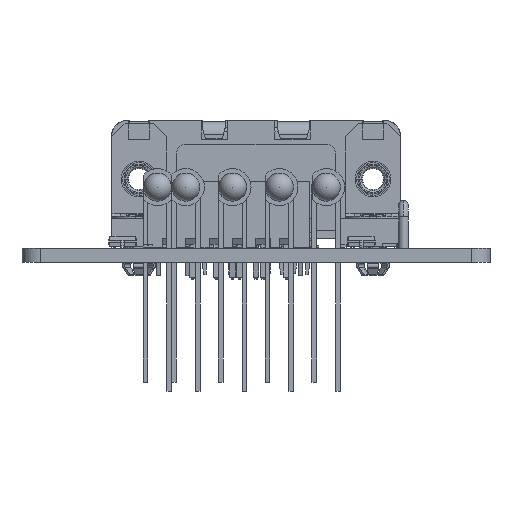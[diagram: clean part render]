
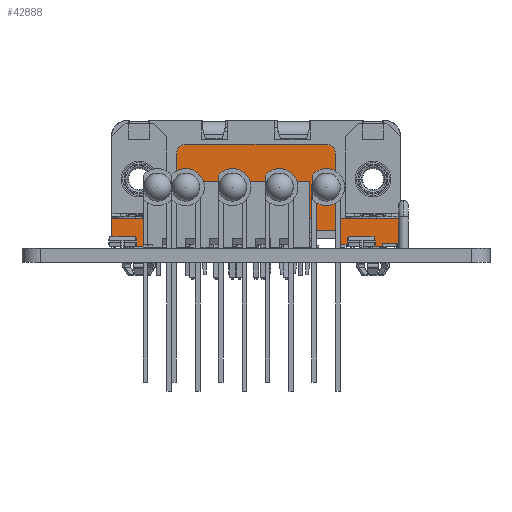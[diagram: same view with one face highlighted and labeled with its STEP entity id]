
A CAD part, left-side view. The second image highlights one B-rep face of the part: STEP entity #42888.
In plain terms, the highlighted face is planar.
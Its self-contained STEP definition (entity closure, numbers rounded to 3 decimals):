
#25612 = VERTEX_POINT('',#25613);
#25613 = CARTESIAN_POINT('',(8.48,14.25,2.05));
#25619 = EDGE_CURVE('',#25620,#25612,#25622,.T.);
#25620 = VERTEX_POINT('',#25621);
#25621 = CARTESIAN_POINT('',(15.405,14.25,2.05));
#25622 = LINE('',#25623,#25624);
#25623 = CARTESIAN_POINT('',(15.405,14.25,2.05));
#25624 = VECTOR('',#25625,1.);
#25625 = DIRECTION('',(-1.,0.,0.));
#26475 = VERTEX_POINT('',#26476);
#26476 = CARTESIAN_POINT('',(-15.405,14.25,2.05));
#26482 = EDGE_CURVE('',#26483,#26475,#26485,.T.);
#26483 = VERTEX_POINT('',#26484);
#26484 = CARTESIAN_POINT('',(-8.48,14.25,2.05));
#26485 = LINE('',#26486,#26487);
#26486 = CARTESIAN_POINT('',(-8.48,14.25,2.05));
#26487 = VECTOR('',#26488,1.);
#26488 = DIRECTION('',(-1.,0.,0.));
#40721 = VERTEX_POINT('',#40722);
#40722 = CARTESIAN_POINT('',(-15.405,14.25,-0.9));
#40728 = EDGE_CURVE('',#40721,#26475,#40729,.T.);
#40729 = LINE('',#40730,#40731);
#40730 = CARTESIAN_POINT('',(-15.405,14.25,-0.9));
#40731 = VECTOR('',#40732,1.);
#40732 = DIRECTION('',(0.,0.,1.));
#42523 = EDGE_CURVE('',#42524,#42526,#42528,.T.);
#42524 = VERTEX_POINT('',#42525);
#42525 = CARTESIAN_POINT('',(8.48,14.25,0.8));
#42526 = VERTEX_POINT('',#42527);
#42527 = CARTESIAN_POINT('',(-8.48,14.25,0.8));
#42528 = LINE('',#42529,#42530);
#42529 = CARTESIAN_POINT('',(8.48,14.25,0.8));
#42530 = VECTOR('',#42531,1.);
#42531 = DIRECTION('',(-1.,0.,0.));
#42888 = ADVANCED_FACE('',(#42889),#42971,.T.);
#42889 = FACE_BOUND('',#42890,.F.);
#42890 = EDGE_LOOP('',(#42891,#42892,#42900,#42908,#42914,#42915,#42923,
    #42932,#42940,#42949,#42955,#42956,#42957,#42965));
#42891 = ORIENTED_EDGE('',*,*,#42523,.F.);
#42892 = ORIENTED_EDGE('',*,*,#42893,.T.);
#42893 = EDGE_CURVE('',#42524,#42894,#42896,.T.);
#42894 = VERTEX_POINT('',#42895);
#42895 = CARTESIAN_POINT('',(8.48,14.25,-0.9));
#42896 = LINE('',#42897,#42898);
#42897 = CARTESIAN_POINT('',(8.48,14.25,0.8));
#42898 = VECTOR('',#42899,1.);
#42899 = DIRECTION('',(0.,0.,-1.));
#42900 = ORIENTED_EDGE('',*,*,#42901,.T.);
#42901 = EDGE_CURVE('',#42894,#42902,#42904,.T.);
#42902 = VERTEX_POINT('',#42903);
#42903 = CARTESIAN_POINT('',(15.405,14.25,-0.9));
#42904 = LINE('',#42905,#42906);
#42905 = CARTESIAN_POINT('',(8.48,14.25,-0.9));
#42906 = VECTOR('',#42907,1.);
#42907 = DIRECTION('',(1.,0.,0.));
#42908 = ORIENTED_EDGE('',*,*,#42909,.F.);
#42909 = EDGE_CURVE('',#25620,#42902,#42910,.T.);
#42910 = LINE('',#42911,#42912);
#42911 = CARTESIAN_POINT('',(15.405,14.25,2.05));
#42912 = VECTOR('',#42913,1.);
#42913 = DIRECTION('',(0.,0.,-1.));
#42914 = ORIENTED_EDGE('',*,*,#25619,.T.);
#42915 = ORIENTED_EDGE('',*,*,#42916,.F.);
#42916 = EDGE_CURVE('',#42917,#25612,#42919,.T.);
#42917 = VERTEX_POINT('',#42918);
#42918 = CARTESIAN_POINT('',(8.48,14.25,9.02));
#42919 = LINE('',#42920,#42921);
#42920 = CARTESIAN_POINT('',(8.48,14.25,9.02));
#42921 = VECTOR('',#42922,1.);
#42922 = DIRECTION('',(0.,0.,-1.));
#42923 = ORIENTED_EDGE('',*,*,#42924,.F.);
#42924 = EDGE_CURVE('',#42925,#42917,#42927,.T.);
#42925 = VERTEX_POINT('',#42926);
#42926 = CARTESIAN_POINT('',(7.48,14.25,10.02));
#42927 = CIRCLE('',#42928,1.);
#42928 = AXIS2_PLACEMENT_3D('',#42929,#42930,#42931);
#42929 = CARTESIAN_POINT('',(7.48,14.25,9.02));
#42930 = DIRECTION('',(0.,1.,0.));
#42931 = DIRECTION('',(0.,-0.,1.));
#42932 = ORIENTED_EDGE('',*,*,#42933,.F.);
#42933 = EDGE_CURVE('',#42934,#42925,#42936,.T.);
#42934 = VERTEX_POINT('',#42935);
#42935 = CARTESIAN_POINT('',(-7.48,14.25,10.02));
#42936 = LINE('',#42937,#42938);
#42937 = CARTESIAN_POINT('',(-7.48,14.25,10.02));
#42938 = VECTOR('',#42939,1.);
#42939 = DIRECTION('',(1.,0.,0.));
#42940 = ORIENTED_EDGE('',*,*,#42941,.F.);
#42941 = EDGE_CURVE('',#42942,#42934,#42944,.T.);
#42942 = VERTEX_POINT('',#42943);
#42943 = CARTESIAN_POINT('',(-8.48,14.25,9.02));
#42944 = CIRCLE('',#42945,1.);
#42945 = AXIS2_PLACEMENT_3D('',#42946,#42947,#42948);
#42946 = CARTESIAN_POINT('',(-7.48,14.25,9.02));
#42947 = DIRECTION('',(0.,1.,0.));
#42948 = DIRECTION('',(-1.,0.,0.));
#42949 = ORIENTED_EDGE('',*,*,#42950,.F.);
#42950 = EDGE_CURVE('',#26483,#42942,#42951,.T.);
#42951 = LINE('',#42952,#42953);
#42952 = CARTESIAN_POINT('',(-8.48,14.25,2.05));
#42953 = VECTOR('',#42954,1.);
#42954 = DIRECTION('',(0.,0.,1.));
#42955 = ORIENTED_EDGE('',*,*,#26482,.T.);
#42956 = ORIENTED_EDGE('',*,*,#40728,.F.);
#42957 = ORIENTED_EDGE('',*,*,#42958,.T.);
#42958 = EDGE_CURVE('',#40721,#42959,#42961,.T.);
#42959 = VERTEX_POINT('',#42960);
#42960 = CARTESIAN_POINT('',(-8.48,14.25,-0.9));
#42961 = LINE('',#42962,#42963);
#42962 = CARTESIAN_POINT('',(-15.405,14.25,-0.9));
#42963 = VECTOR('',#42964,1.);
#42964 = DIRECTION('',(1.,0.,0.));
#42965 = ORIENTED_EDGE('',*,*,#42966,.F.);
#42966 = EDGE_CURVE('',#42526,#42959,#42967,.T.);
#42967 = LINE('',#42968,#42969);
#42968 = CARTESIAN_POINT('',(-8.48,14.25,0.8));
#42969 = VECTOR('',#42970,1.);
#42970 = DIRECTION('',(0.,0.,-1.));
#42971 = PLANE('',#42972);
#42972 = AXIS2_PLACEMENT_3D('',#42973,#42974,#42975);
#42973 = CARTESIAN_POINT('',(0.,14.25,0.));
#42974 = DIRECTION('',(0.,1.,0.));
#42975 = DIRECTION('',(-1.,0.,0.));
